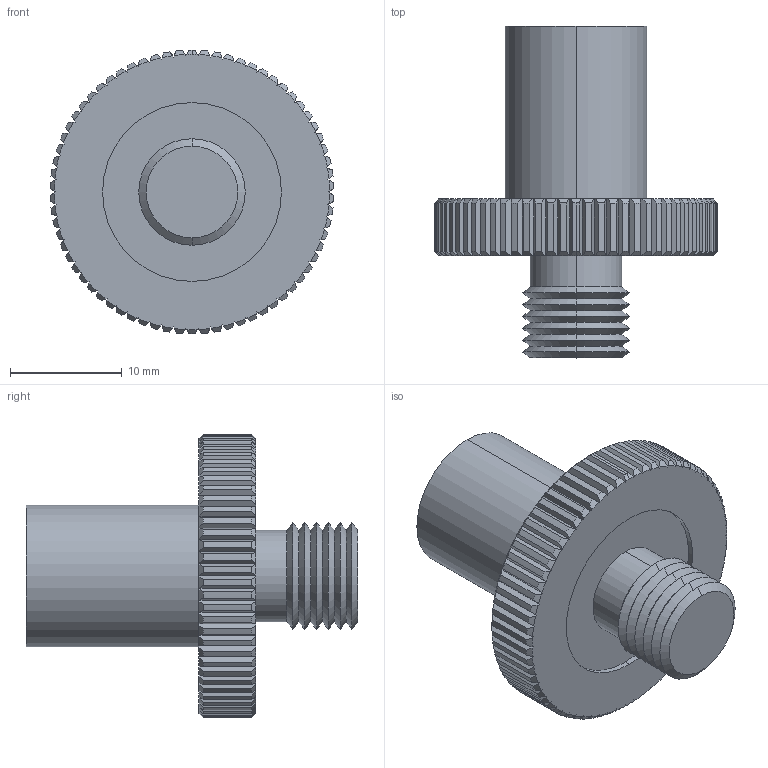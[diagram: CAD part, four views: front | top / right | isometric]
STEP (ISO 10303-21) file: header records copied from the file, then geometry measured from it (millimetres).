
FILE_DESCRIPTION (( 'STEP AP203' ), '1' );
FILE_NAME ('0.5INV-25MM.STEP', '2016-03-02T16:30:45', ( '' ), ( '' ), 'SwSTEP 2.0', 'SolidWorks 2016', '' );
FILE_SCHEMA (( 'CONFIG_CONTROL_DESIGN' ));
Length unit declared in the file: inch
Products named in the file (1): 0.5INV-25MM
Bounding box: 25.39 x 29.69 x 25.4 mm (x, y, z)
Volume: 4830.5 mm3; surface area: 2623.3 mm2
Topology: 1 solids, 1 shells, 393 faces, 1134 edges, 747 vertices
Faces by surface type: cone 168, plane 146, cylinder 79
Entity records: 13278 total; most frequent: CARTESIAN_POINT 3115, ORIENTED_EDGE 2268, DIRECTION 1969, EDGE_CURVE 1134, VERTEX_POINT 747, AXIS2_PLACEMENT_3D 721, VECTOR 527, LINE 527
